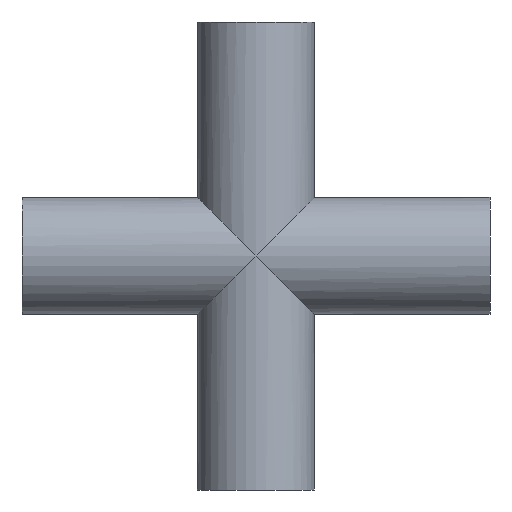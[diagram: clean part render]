
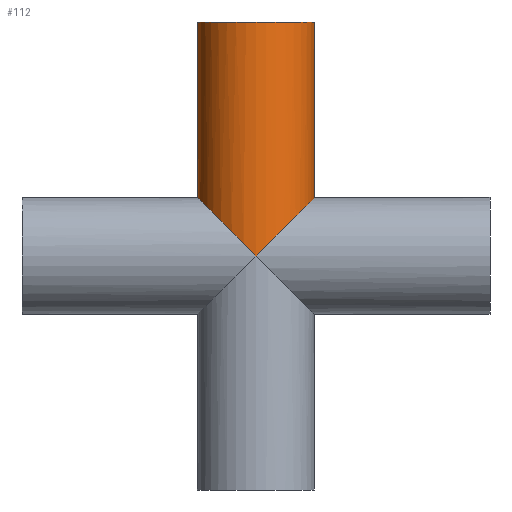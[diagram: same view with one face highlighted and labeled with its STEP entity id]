
A CAD part, front view. The second image highlights one B-rep face of the part: STEP entity #112.
In plain terms, the highlighted cylindrical face has radius 1.25 mm (diameter 2.5 mm), a full revolution.
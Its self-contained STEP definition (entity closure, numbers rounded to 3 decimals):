
#19=FACE_OUTER_BOUND('',#27,.T.);
#27=EDGE_LOOP('',(#78,#79,#80,#81,#82,#83,#84));
#35=CIRCLE('',#139,1.25);
#39=LINE('',#208,#43);
#43=VECTOR('',#165,1.25);
#47=ELLIPSE('',#135,1.768,1.25);
#48=ELLIPSE('',#136,1.768,1.25);
#49=ELLIPSE('',#137,1.768,1.25);
#50=ELLIPSE('',#138,1.768,1.25);
#54=VERTEX_POINT('',#199);
#55=VERTEX_POINT('',#200);
#56=VERTEX_POINT('',#202);
#57=VERTEX_POINT('',#204);
#58=VERTEX_POINT('',#207);
#63=EDGE_CURVE('',#54,#55,#47,.T.);
#64=EDGE_CURVE('',#56,#54,#48,.T.);
#65=EDGE_CURVE('',#57,#56,#49,.T.);
#66=EDGE_CURVE('',#55,#57,#50,.T.);
#67=EDGE_CURVE('',#55,#58,#39,.T.);
#68=EDGE_CURVE('',#58,#58,#35,.T.);
#78=ORIENTED_EDGE('',*,*,#63,.F.);
#79=ORIENTED_EDGE('',*,*,#64,.F.);
#80=ORIENTED_EDGE('',*,*,#65,.F.);
#81=ORIENTED_EDGE('',*,*,#66,.F.);
#82=ORIENTED_EDGE('',*,*,#67,.T.);
#83=ORIENTED_EDGE('',*,*,#68,.F.);
#84=ORIENTED_EDGE('',*,*,#67,.F.);
#108=CYLINDRICAL_SURFACE('',#134,1.25);
#112=ADVANCED_FACE('',(#19),#108,.T.);
#134=AXIS2_PLACEMENT_3D('',#198,#155,#156);
#135=AXIS2_PLACEMENT_3D('',#201,#157,#158);
#136=AXIS2_PLACEMENT_3D('',#203,#159,#160);
#137=AXIS2_PLACEMENT_3D('',#205,#161,#162);
#138=AXIS2_PLACEMENT_3D('',#206,#163,#164);
#139=AXIS2_PLACEMENT_3D('',#209,#166,#167);
#155=DIRECTION('center_axis',(0.,0.,
-1.));
#156=DIRECTION('ref_axis',(1.,0.,0.));
#157=DIRECTION('center_axis',(-0.707,0.,-0.707));
#158=DIRECTION('ref_axis',(0.707,0.,-0.707));
#159=DIRECTION('center_axis',(0.707,0.,-0.707));
#160=DIRECTION('ref_axis',(0.707,0.,0.707));
#161=DIRECTION('center_axis',(0.707,0.,-0.707));
#162=DIRECTION('ref_axis',(0.707,0.,0.707));
#163=DIRECTION('center_axis',(-0.707,0.,-0.707));
#164=DIRECTION('ref_axis',(0.707,0.,-0.707));
#165=DIRECTION('',(0.,0.,1.));
#166=DIRECTION('center_axis',(0.,0.,
1.));
#167=DIRECTION('ref_axis',(1.,0.,0.));
#198=CARTESIAN_POINT('Origin',(0.,0.,
0.));
#199=CARTESIAN_POINT('',(0.,-1.25,0.));
#200=CARTESIAN_POINT('',(-1.25,0.,1.25));
#201=CARTESIAN_POINT('Origin',(0.,0.,
0.));
#202=CARTESIAN_POINT('',(1.25,0.,1.25));
#203=CARTESIAN_POINT('Origin',(0.,0.,
0.));
#204=CARTESIAN_POINT('',(0.,1.25,0.));
#205=CARTESIAN_POINT('Origin',(0.,0.,
0.));
#206=CARTESIAN_POINT('Origin',(0.,0.,
0.));
#207=CARTESIAN_POINT('',(-1.25,0.,5.));
#208=CARTESIAN_POINT('',(-1.25,0.,0.));
#209=CARTESIAN_POINT('Origin',(0.,0.,
5.));
